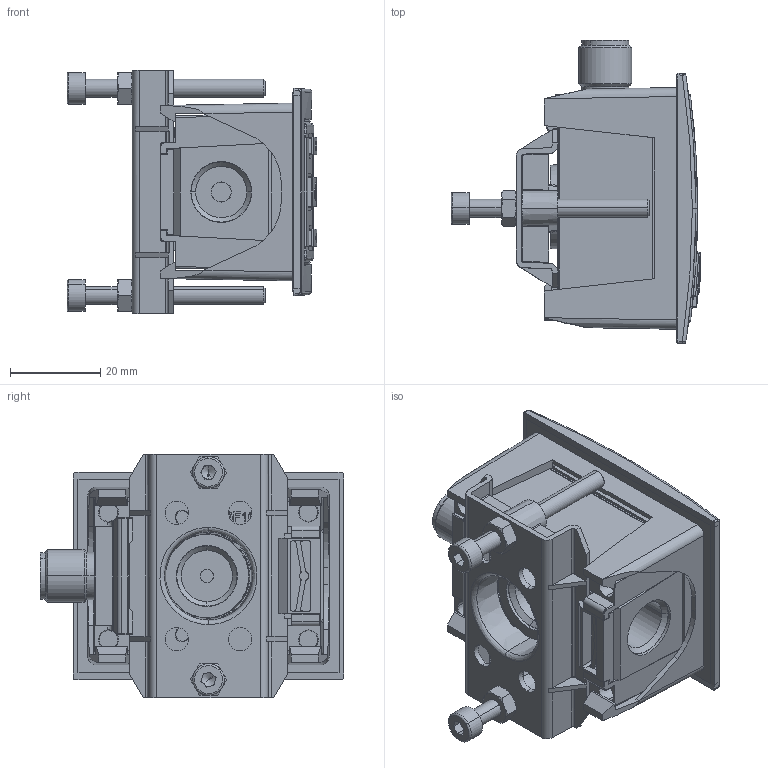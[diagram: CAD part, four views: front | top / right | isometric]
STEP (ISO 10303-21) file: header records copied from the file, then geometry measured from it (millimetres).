
FILE_DESCRIPTION (( 'STEP AP214' ), '1' );
FILE_NAME ('BEF-MA-CTRLPS-PAC5-S155377.STEP', '2015-07-07T20:00:42', ( 'SICK' ), ( 'SICK' ), 'SwSTEP 2.0', 'SolidWorks 2014', '' );
FILE_SCHEMA (( 'AUTOMOTIVE_DESIGN' ));
Length unit declared in the file: millimetre
Products named in the file (1): BEF-MA-CTRLPS-PAC5-S155377
Bounding box: 55.5 x 67.32 x 54 mm (x, y, z)
Volume: 64460.8 mm3; surface area: 34374.4 mm2
Topology: 8 solids, 26 shells, 1497 faces, 3791 edges, 2365 vertices
Faces by surface type: plane 582, cylinder 386, bspline 341, cone 129, torus 30, sphere 29
Entity records: 72496 total; most frequent: CARTESIAN_POINT 29274, ORIENTED_EDGE 7502, DIRECTION 5565, EDGE_CURVE 3751, VERTEX_POINT 2352, AXIS2_PLACEMENT_3D 1936, LINE 1693, VECTOR 1693
